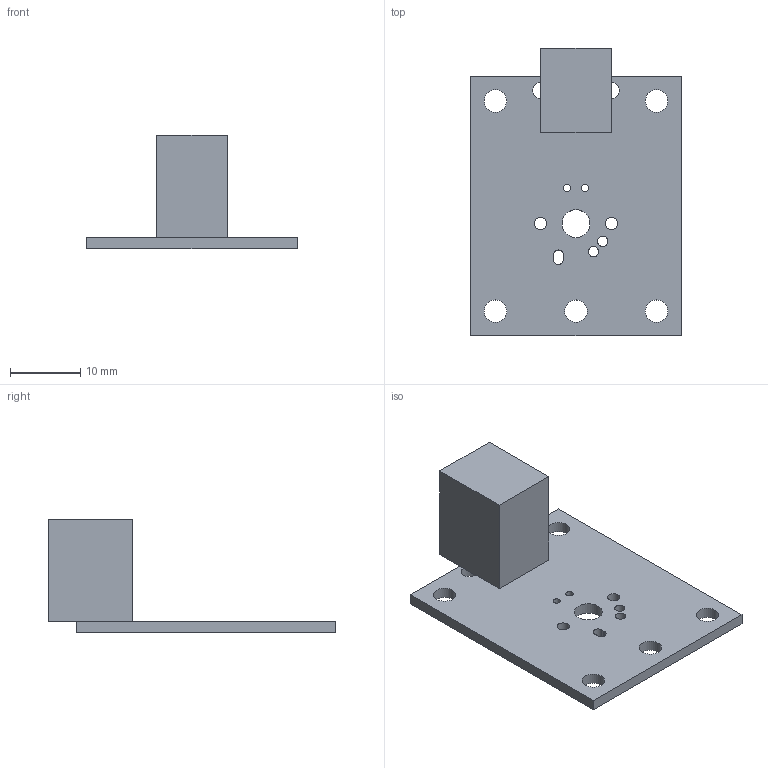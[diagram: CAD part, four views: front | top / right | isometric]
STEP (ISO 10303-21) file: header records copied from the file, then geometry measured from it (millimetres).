
FILE_DESCRIPTION(('KiCad electronic assembly'),'2;1');
FILE_NAME('kamaji_button_v1.STEP','2022-10-09T12:00:57',('Pcbnew'),( 'Kicad'),'Open CASCADE STEP processor 7.6','KiCad to STEP converter' ,'Unknown');
FILE_SCHEMA(('AUTOMOTIVE_DESIGN { 1 0 10303 214 1 1 1 1 }'));
Length unit declared in the file: millimetre
Products named in the file (4): kamaji_button_v1 1; rj10_socket; SOLID; kamaji_button_v1 PCB
Assembly tree (3 placements, depth 3):
  kamaji_button_v1 1
    rj10_socket
      SOLID
    kamaji_button_v1 PCB
Bounding box: 30 x 41 x 16.25 mm (x, y, z)
Volume: 3405.7 mm3; surface area: 3358.4 mm2
Topology: 2 solids, 2 shells, 34 faces, 90 edges, 60 vertices
Faces by surface type: cylinder 22, bspline 6, plane 6
Full cylindrical faces by diameter (mm): 0.9 x4, 1.04 x2, 1.47 x2, 1.75 x2, 2.36 x2, 3.2 x5, 3.988 x1
Entity records: 2508 total; most frequent: CARTESIAN_POINT 690, DIRECTION 294, ORIENTED_EDGE 180, PCURVE 180, DEFINITIONAL_REPRESENTATION 180, LINE 142, VECTOR 142, EDGE_CURVE 90
